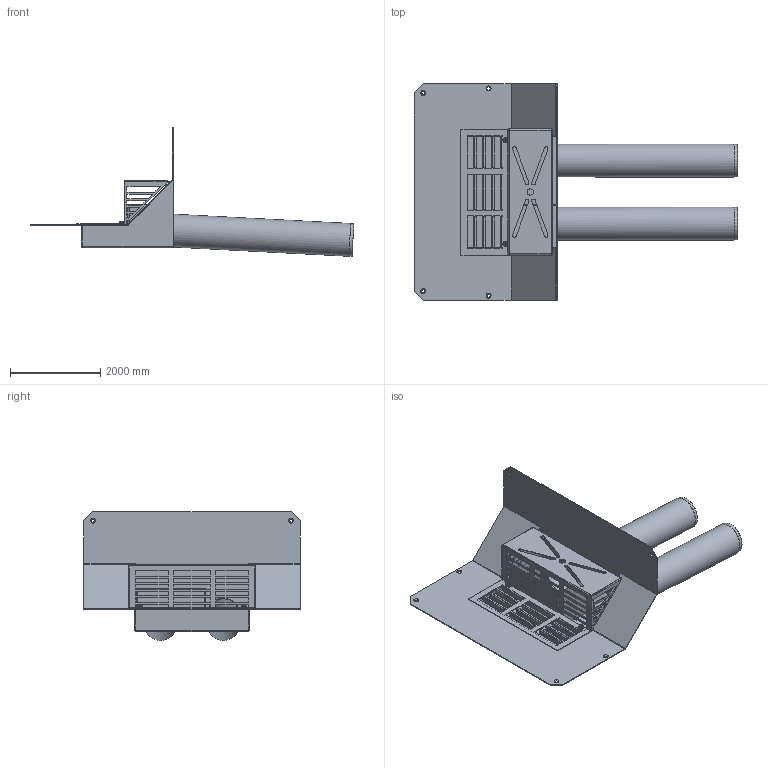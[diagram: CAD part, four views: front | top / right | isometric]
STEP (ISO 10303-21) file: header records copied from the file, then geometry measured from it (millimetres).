
FILE_DESCRIPTION(/* description */ (''),/* implementation_level */ '2;1');
FILE_NAME(/* name */ '13307.070X_3D.stp',/* time_stamp */ '2024-12-11T14:45:09+01:00',/* author */ ('CAD'),/* organization */ (''),/* preprocessor_version */ 'ST-DEVELOPER v20',/* originating_system */ 'AutoCAD Mechanical',/* authorisation */ '');
FILE_SCHEMA (('AUTOMOTIVE_DESIGN { 1 0 10303 214 3 1 1 }'));
Length unit declared in the file: centimetre
Products named in the file (2): Product; *S0
Assembly tree (1 placements, depth 2):
  Product
    *S0
Bounding box: 7183.3 x 4800 x 2855.18 mm (x, y, z)
Volume: 1003489423.5 mm3; surface area: 114933536.6 mm2
Topology: 10 solids, 10 shells, 673 faces, 1743 edges, 1080 vertices
Faces by surface type: plane 550, cylinder 103, cone 14, sphere 2, torus 2, bspline 2
Full cylindrical faces by diameter (mm): 48 x2, 55 x2, 64 x2, 90 x2, 120 x2, 140 x1, 698 x2, 730 x2
Entity records: 20436 total; most frequent: CARTESIAN_POINT 3564, ORIENTED_EDGE 3478, DIRECTION 3410, EDGE_CURVE 1739, LINE 1418, VECTOR 1418, VERTEX_POINT 1076, AXIS2_PLACEMENT_3D 996
